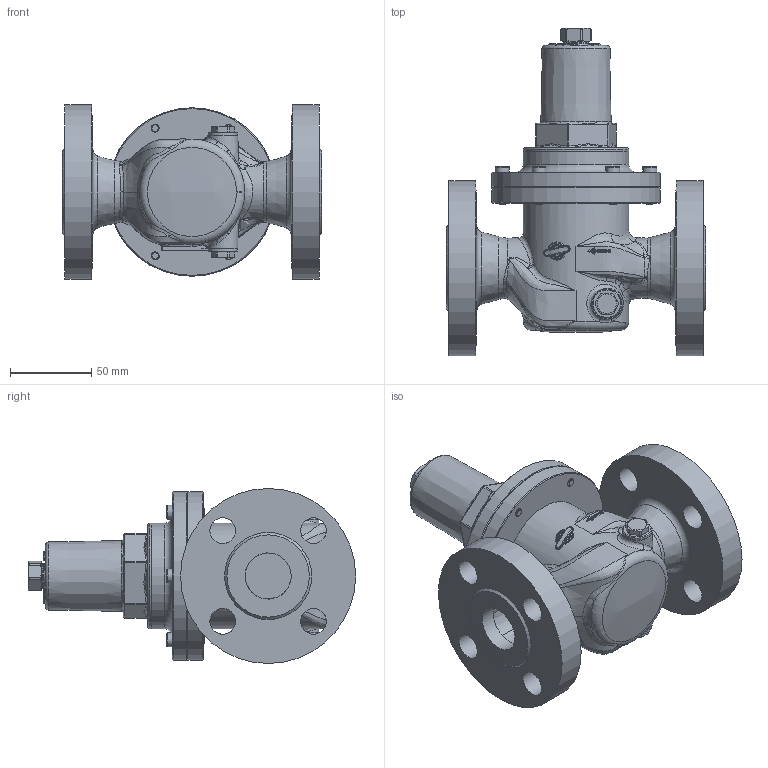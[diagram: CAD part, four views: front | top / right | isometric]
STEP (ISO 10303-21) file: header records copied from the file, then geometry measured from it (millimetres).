
FILE_DESCRIPTION(/* description */ (''),/* implementation_level */ '2;1');
FILE_NAME(/* name */ '085004-61330.stp',/* time_stamp */ '2024-10-16T09:54:01+02:00',/* author */ ('Stefan.Junkers'),/* organization */ (''),/* preprocessor_version */ 'ST-DEVELOPER v20',/* originating_system */ 'Autodesk Inventor 2025',/* authorisation */ '');
FILE_SCHEMA (('AUTOMOTIVE_DESIGN { 1 0 10303 214 3 1 1 }'));
Products named in the file (1): 085004-61330.20241016_step
Bounding box: 160 x 201.98 x 108 mm (x, y, z)
Volume: 944256.5 mm3; surface area: 111896.8 mm2
Topology: 1 solids, 2 shells, 632 faces, 1706 edges, 1100 vertices
Faces by surface type: bspline 261, plane 173, cylinder 102, cone 54, torus 33, sphere 9
Full cylindrical faces by diameter (mm): 2 x1, 5 x7, 8.5 x6, 10 x1, 10.2 x1, 15 x1, 15.9 x8, 18 x2, 28.5 x2, 65 x2, 104 x2, 108 x2
Entity records: 38871 total; most frequent: CARTESIAN_POINT 24676, ORIENTED_EDGE 3368, DIRECTION 1959, EDGE_CURVE 1684, VERTEX_POINT 1097, B_SPLINE_CURVE_WITH_KNOTS 819, AXIS2_PLACEMENT_3D 812, EDGE_LOOP 689
